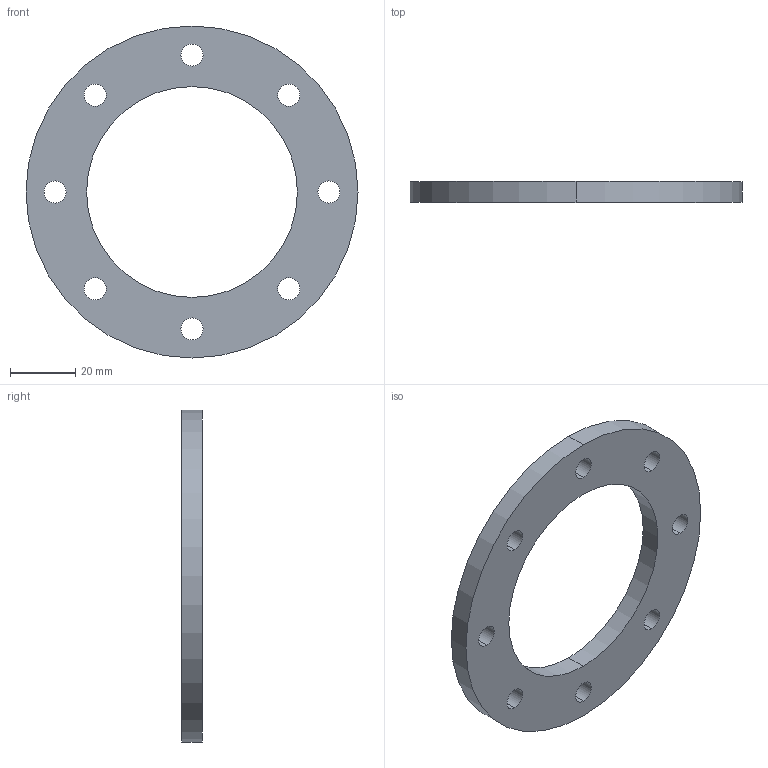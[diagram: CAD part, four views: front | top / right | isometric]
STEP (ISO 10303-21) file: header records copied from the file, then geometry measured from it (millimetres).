
FILE_DESCRIPTION (( 'STEP AP203' ), '1' );
FILE_NAME ('FLNG-ST-25T-8X250C Flange Plate, Thrust Chamber, Mojave Sphinx.STEP', '2025-03-22T19:31:39', ( '' ), ( '' ), 'SwSTEP 2.0', 'SolidWorks 2024', '' );
FILE_SCHEMA (( 'CONFIG_CONTROL_DESIGN' ));
Length unit declared in the file: inch
Products named in the file (1): FLNG-ST-25T-8X250C Flange Plate, Thrust Chamber, Mojave Sphinx
Bounding box: 101.6 x 6.35 x 101.6 mm (x, y, z)
Volume: 28901.5 mm3; surface area: 13495 mm2
Topology: 1 solids, 1 shells, 22 faces, 60 edges, 40 vertices
Faces by surface type: cylinder 20, plane 2
Entity records: 839 total; most frequent: DIRECTION 146, CARTESIAN_POINT 123, ORIENTED_EDGE 120, AXIS2_PLACEMENT_3D 63, EDGE_CURVE 60, CIRCLE 40, VERTEX_POINT 40, EDGE_LOOP 40
